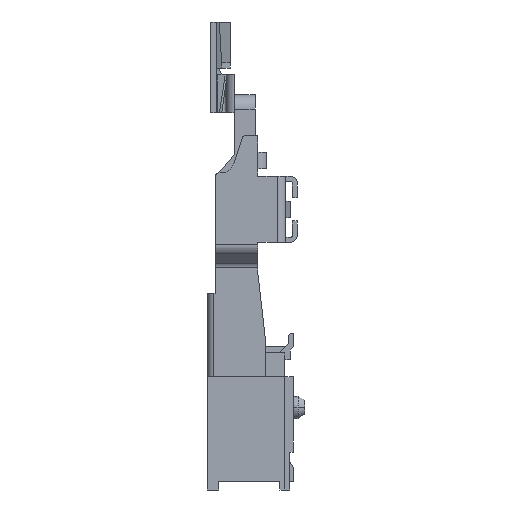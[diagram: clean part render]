
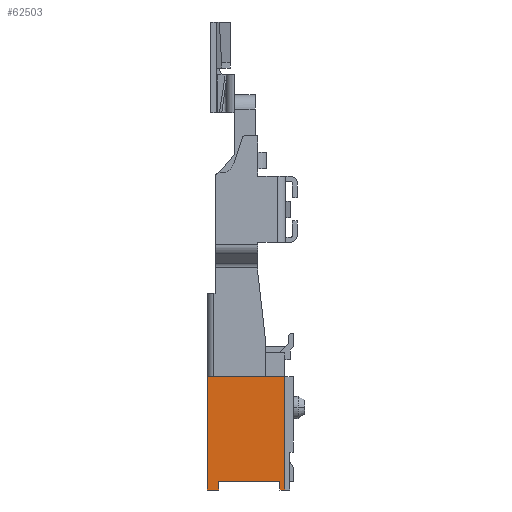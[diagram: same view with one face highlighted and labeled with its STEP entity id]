
A CAD part, left-side view. The second image highlights one B-rep face of the part: STEP entity #62503.
In plain terms, the highlighted planar face has unit normal (-1, 0, 0).
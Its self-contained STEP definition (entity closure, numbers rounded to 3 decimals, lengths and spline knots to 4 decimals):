
#72=DIRECTION('',(0.,0.,-1.));
#73=VECTOR('',#72,6.85);
#74=CARTESIAN_POINT('',(-35.5,-2.16,-1.85));
#75=LINE('',#74,#73);
#76=DIRECTION('',(0.,1.,0.));
#77=VECTOR('',#76,0.3);
#78=CARTESIAN_POINT('',(-35.5,-2.16,-8.7));
#79=LINE('',#78,#77);
#80=DIRECTION('',(0.,0.,1.));
#81=VECTOR('',#80,0.5);
#82=CARTESIAN_POINT('',(-35.5,-1.86,-8.7));
#83=LINE('',#82,#81);
#84=DIRECTION('',(0.,1.,0.));
#85=VECTOR('',#84,3.72);
#86=CARTESIAN_POINT('',(-35.5,-1.86,-8.2));
#87=LINE('',#86,#85);
#88=DIRECTION('',(0.,0.,-1.));
#89=VECTOR('',#88,0.5);
#90=CARTESIAN_POINT('',(-35.5,1.86,-8.2));
#91=LINE('',#90,#89);
#92=DIRECTION('',(0.,1.,0.));
#93=VECTOR('',#92,0.68);
#94=CARTESIAN_POINT('',(-35.5,1.86,-8.7));
#95=LINE('',#94,#93);
#96=DIRECTION('',(0.,0.,1.));
#97=VECTOR('',#96,6.85);
#98=CARTESIAN_POINT('',(-35.5,2.54,-8.7));
#99=LINE('',#98,#97);
#212=DIRECTION('',(0.,1.,0.));
#213=VECTOR('',#212,4.7);
#214=CARTESIAN_POINT('',(-35.5,-2.16,-1.85));
#215=LINE('',#214,#213);
#47384=CARTESIAN_POINT('',(-35.5,-1.86,-8.7));
#47385=CARTESIAN_POINT('',(-35.5,-1.86,-8.2));
#47386=VERTEX_POINT('',#47384);
#47387=VERTEX_POINT('',#47385);
#47388=CARTESIAN_POINT('',(-35.5,1.86,-8.2));
#47389=VERTEX_POINT('',#47388);
#47390=CARTESIAN_POINT('',(-35.5,1.86,-8.7));
#47391=VERTEX_POINT('',#47390);
#47392=CARTESIAN_POINT('',(-35.5,2.54,-8.7));
#47393=VERTEX_POINT('',#47392);
#47394=CARTESIAN_POINT('',(-35.5,2.54,-1.85));
#47395=VERTEX_POINT('',#47394);
#47432=CARTESIAN_POINT('',(-35.5,-2.16,-1.85));
#47433=CARTESIAN_POINT('',(-35.5,-2.16,-8.7));
#47434=VERTEX_POINT('',#47432);
#47435=VERTEX_POINT('',#47433);
#62480=CARTESIAN_POINT('',(-35.5,0.,0.));
#62481=DIRECTION('',(1.,0.,0.));
#62482=DIRECTION('',(0.,0.,-1.));
#62483=AXIS2_PLACEMENT_3D('',#62480,#62481,#62482);
#62484=PLANE('',#62483);
#62486=ORIENTED_EDGE('',*,*,#62485,.T.);
#62488=ORIENTED_EDGE('',*,*,#62487,.T.);
#62490=ORIENTED_EDGE('',*,*,#62489,.T.);
#62492=ORIENTED_EDGE('',*,*,#62491,.T.);
#62494=ORIENTED_EDGE('',*,*,#62493,.T.);
#62496=ORIENTED_EDGE('',*,*,#62495,.T.);
#62498=ORIENTED_EDGE('',*,*,#62497,.T.);
#62500=ORIENTED_EDGE('',*,*,#62499,.F.);
#62501=EDGE_LOOP('',(#62486,#62488,#62490,#62492,#62494,#62496,#62498,#62500));
#62502=FACE_OUTER_BOUND('',#62501,.F.);
#62503=ADVANCED_FACE('',(#62502),#62484,.F.);
#62485=EDGE_CURVE('',#47434,#47435,#75,.T.);
#62487=EDGE_CURVE('',#47435,#47386,#79,.T.);
#62489=EDGE_CURVE('',#47386,#47387,#83,.T.);
#62491=EDGE_CURVE('',#47387,#47389,#87,.T.);
#62493=EDGE_CURVE('',#47389,#47391,#91,.T.);
#62495=EDGE_CURVE('',#47391,#47393,#95,.T.);
#62497=EDGE_CURVE('',#47393,#47395,#99,.T.);
#62499=EDGE_CURVE('',#47434,#47395,#215,.T.);
